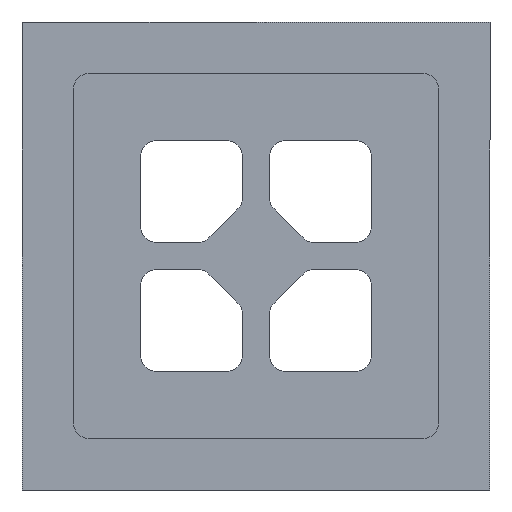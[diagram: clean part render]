
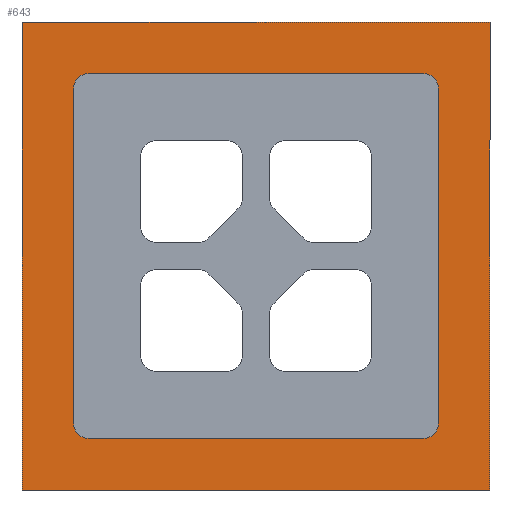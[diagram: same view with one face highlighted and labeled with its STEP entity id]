
A CAD part, front view. The second image highlights one B-rep face of the part: STEP entity #643.
In plain terms, the highlighted planar face has unit normal (0, -1, 0).
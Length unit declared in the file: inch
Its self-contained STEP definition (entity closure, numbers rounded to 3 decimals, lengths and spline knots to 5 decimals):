
#6 = VECTOR ( 'NONE', #400, 39.37008 ) ;
#15 = CARTESIAN_POINT ( 'NONE',  ( 0.22069, 0.21657, -1.65431 ) ) ;
#23 = LINE ( 'NONE', #1682, #1037 ) ;
#115 = ORIENTED_EDGE ( 'NONE', *, *, #1306, .F. ) ;
#166 = EDGE_CURVE ( 'NONE', #631, #1255, #223, .T. ) ;
#188 = ORIENTED_EDGE ( 'NONE', *, *, #773, .F. ) ;
#196 = LINE ( 'NONE', #344, #354 ) ;
#210 = VECTOR ( 'NONE', #867, 39.37008 ) ;
#219 = DIRECTION ( 'NONE',  ( 0., 0., 1. ) ) ;
#223 = LINE ( 'NONE', #1685, #6 ) ;
#228 = DIRECTION ( 'NONE',  ( -1., 0., 0. ) ) ;
#236 = CARTESIAN_POINT ( 'NONE',  ( 0., 0.21657, 0. ) ) ;
#243 = CARTESIAN_POINT ( 'NONE',  ( 0.22069, 0.21657, -0.15819 ) ) ;
#254 = VERTEX_POINT ( 'NONE', #243 ) ;
#255 = EDGE_CURVE ( 'NONE', #2009, #863, #1191, .T. ) ;
#259 = DIRECTION ( 'NONE',  ( 0., 0., 1. ) ) ;
#264 = DIRECTION ( 'NONE',  ( 1., 0., 0. ) ) ;
#276 = VECTOR ( 'NONE', #264, 39.37008 ) ;
#292 = EDGE_LOOP ( 'NONE', ( #2073, #188, #1021, #1475, #115, #1817, #1822, #1588 ) ) ;
#344 = CARTESIAN_POINT ( 'NONE',  ( -0.0625, 0.21657, -1.9375 ) ) ;
#354 = VECTOR ( 'NONE', #228, 39.37008 ) ;
#357 = DIRECTION ( 'NONE',  ( 0., 0., 1. ) ) ;
#400 = DIRECTION ( 'NONE',  ( 0., 0., 1. ) ) ;
#459 = VERTEX_POINT ( 'NONE', #1999 ) ;
#475 = EDGE_CURVE ( 'NONE', #591, #631, #1446, .T. ) ;
#496 = CARTESIAN_POINT ( 'NONE',  ( 1.65431, 0.21657, -1.65431 ) ) ;
#505 = DIRECTION ( 'NONE',  ( 0., 0., 1. ) ) ;
#519 = VECTOR ( 'NONE', #696, 39.37008 ) ;
#532 = DIRECTION ( 'NONE',  ( 1., 0., 0. ) ) ;
#591 = VERTEX_POINT ( 'NONE', #743 ) ;
#603 = DIRECTION ( 'NONE',  ( 0., 0., 1. ) ) ;
#604 = VERTEX_POINT ( 'NONE', #1570 ) ;
#631 = VERTEX_POINT ( 'NONE', #2071 ) ;
#634 = VERTEX_POINT ( 'NONE', #1376 ) ;
#641 = DIRECTION ( 'NONE',  ( 0., 0., 1. ) ) ;
#643 = ADVANCED_FACE ( 'NONE', ( #2040, #1745 ), #2053, .F. ) ;
#649 = AXIS2_PLACEMENT_3D ( 'NONE', #236, #887, #259 ) ;
#691 = LINE ( 'NONE', #1865, #2050 ) ;
#696 = DIRECTION ( 'NONE',  ( 0., 0., -1. ) ) ;
#743 = CARTESIAN_POINT ( 'NONE',  ( 1.65431, 0.21657, -1.71681 ) ) ;
#773 = EDGE_CURVE ( 'NONE', #1255, #459, #1806, .T. ) ;
#807 = ORIENTED_EDGE ( 'NONE', *, *, #868, .F. ) ;
#811 = DIRECTION ( 'NONE',  ( 0., 0., -1. ) ) ;
#812 = ORIENTED_EDGE ( 'NONE', *, *, #2026, .F. ) ;
#836 = DIRECTION ( 'NONE',  ( 0., -1., 0. ) ) ;
#856 = DIRECTION ( 'NONE',  ( 0., -1., 0. ) ) ;
#863 = VERTEX_POINT ( 'NONE', #1987 ) ;
#867 = DIRECTION ( 'NONE',  ( -1., 0., 0. ) ) ;
#868 = EDGE_CURVE ( 'NONE', #863, #604, #691, .T. ) ;
#887 = DIRECTION ( 'NONE',  ( 0., 1., 0. ) ) ;
#918 = CARTESIAN_POINT ( 'NONE',  ( 0.22069, 0.21657, -1.71681 ) ) ;
#920 = EDGE_CURVE ( 'NONE', #459, #254, #1904, .T. ) ;
#924 = AXIS2_PLACEMENT_3D ( 'NONE', #2130, #2104, #603 ) ;
#930 = CIRCLE ( 'NONE', #1528, 0.0625 ) ;
#1021 = ORIENTED_EDGE ( 'NONE', *, *, #166, .F. ) ;
#1037 = VECTOR ( 'NONE', #357, 39.37008 ) ;
#1058 = AXIS2_PLACEMENT_3D ( 'NONE', #496, #856, #505 ) ;
#1078 = CARTESIAN_POINT ( 'NONE',  ( 1.65431, 0.21657, -0.15819 ) ) ;
#1141 = AXIS2_PLACEMENT_3D ( 'NONE', #15, #836, #219 ) ;
#1191 = LINE ( 'NONE', #1551, #1872 ) ;
#1228 = CARTESIAN_POINT ( 'NONE',  ( 1.71681, 0.21657, -0.22069 ) ) ;
#1255 = VERTEX_POINT ( 'NONE', #1228 ) ;
#1267 = DIRECTION ( 'NONE',  ( 0., -1., 0. ) ) ;
#1300 = CARTESIAN_POINT ( 'NONE',  ( 0.22069, 0.21657, -0.22069 ) ) ;
#1306 = EDGE_CURVE ( 'NONE', #2108, #591, #1395, .T. ) ;
#1351 = VERTEX_POINT ( 'NONE', #2091 ) ;
#1376 = CARTESIAN_POINT ( 'NONE',  ( 0.15819, 0.21657, -0.22069 ) ) ;
#1395 = LINE ( 'NONE', #1757, #276 ) ;
#1446 = CIRCLE ( 'NONE', #1058, 0.0625 ) ;
#1475 = ORIENTED_EDGE ( 'NONE', *, *, #475, .F. ) ;
#1528 = AXIS2_PLACEMENT_3D ( 'NONE', #1300, #1267, #641 ) ;
#1551 = CARTESIAN_POINT ( 'NONE',  ( -0.0625, 0.21657, 0.0625 ) ) ;
#1570 = CARTESIAN_POINT ( 'NONE',  ( 1.9375, 0.21657, -1.9375 ) ) ;
#1588 = ORIENTED_EDGE ( 'NONE', *, *, #1876, .F. ) ;
#1617 = EDGE_CURVE ( 'NONE', #634, #1351, #2011, .T. ) ;
#1654 = ORIENTED_EDGE ( 'NONE', *, *, #255, .F. ) ;
#1682 = CARTESIAN_POINT ( 'NONE',  ( -0.0625, 0.21657, -1.9375 ) ) ;
#1685 = CARTESIAN_POINT ( 'NONE',  ( 1.71681, 0.21657, -1.65431 ) ) ;
#1745 = FACE_BOUND ( 'NONE', #292, .T. ) ;
#1751 = EDGE_LOOP ( 'NONE', ( #812, #2044, #807, #1654 ) ) ;
#1757 = CARTESIAN_POINT ( 'NONE',  ( 0.22069, 0.21657, -1.71681 ) ) ;
#1806 = CIRCLE ( 'NONE', #924, 0.0625 ) ;
#1817 = ORIENTED_EDGE ( 'NONE', *, *, #1956, .F. ) ;
#1822 = ORIENTED_EDGE ( 'NONE', *, *, #1617, .F. ) ;
#1865 = CARTESIAN_POINT ( 'NONE',  ( 1.9375, 0.21657, -1.9375 ) ) ;
#1872 = VECTOR ( 'NONE', #532, 39.37008 ) ;
#1876 = EDGE_CURVE ( 'NONE', #254, #634, #930, .T. ) ;
#1880 = CARTESIAN_POINT ( 'NONE',  ( -0.0625, 0.21657, 0.0625 ) ) ;
#1904 = LINE ( 'NONE', #1078, #210 ) ;
#1919 = VERTEX_POINT ( 'NONE', #2143 ) ;
#1947 = CIRCLE ( 'NONE', #1141, 0.0625 ) ;
#1956 = EDGE_CURVE ( 'NONE', #1351, #2108, #1947, .T. ) ;
#1987 = CARTESIAN_POINT ( 'NONE',  ( 1.9375, 0.21657, 0.0625 ) ) ;
#1999 = CARTESIAN_POINT ( 'NONE',  ( 1.65431, 0.21657, -0.15819 ) ) ;
#2009 = VERTEX_POINT ( 'NONE', #1880 ) ;
#2011 = LINE ( 'NONE', #2057, #519 ) ;
#2026 = EDGE_CURVE ( 'NONE', #1919, #2009, #23, .T. ) ;
#2040 = FACE_OUTER_BOUND ( 'NONE', #1751, .T. ) ;
#2044 = ORIENTED_EDGE ( 'NONE', *, *, #2047, .F. ) ;
#2047 = EDGE_CURVE ( 'NONE', #604, #1919, #196, .T. ) ;
#2050 = VECTOR ( 'NONE', #811, 39.37008 ) ;
#2053 = PLANE ( 'NONE',  #649 ) ;
#2057 = CARTESIAN_POINT ( 'NONE',  ( 0.15819, 0.21657, -0.22069 ) ) ;
#2071 = CARTESIAN_POINT ( 'NONE',  ( 1.71681, 0.21657, -1.65431 ) ) ;
#2073 = ORIENTED_EDGE ( 'NONE', *, *, #920, .F. ) ;
#2091 = CARTESIAN_POINT ( 'NONE',  ( 0.15819, 0.21657, -1.65431 ) ) ;
#2104 = DIRECTION ( 'NONE',  ( 0., -1., 0. ) ) ;
#2108 = VERTEX_POINT ( 'NONE', #918 ) ;
#2130 = CARTESIAN_POINT ( 'NONE',  ( 1.65431, 0.21657, -0.22069 ) ) ;
#2143 = CARTESIAN_POINT ( 'NONE',  ( -0.0625, 0.21657, -1.9375 ) ) ;
